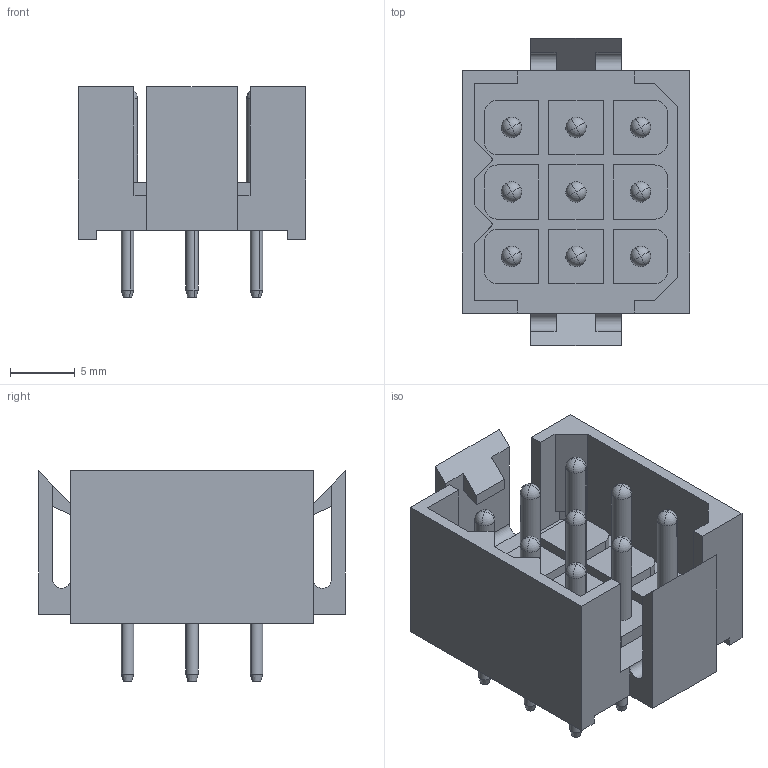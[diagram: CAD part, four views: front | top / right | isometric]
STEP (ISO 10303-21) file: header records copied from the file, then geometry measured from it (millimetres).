
FILE_DESCRIPTION(('CATIA V5 STEP Exchange','CAx-IF Rec.Pracs.--- Model Styling and Organization---1.4--- 2014-01-23'),'2;1');
FILE_NAME ('D1489195_0_1415500000_1415500000.stp','2021-06-09T08:03:57+00:00',('none'),('Weidmueller'),'CATIA Version 5-6 Release 2016 SP3 HF44','CATIA V5 STEP AP214','none');
FILE_SCHEMA(('AUTOMOTIVE_DESIGN { 1 0 10303 214 1 1 1 1 }'));
Length unit declared in the file: millimetre
Products named in the file (1): 1415500000
Bounding box: 17.6 x 23.8 x 16.3 mm (x, y, z)
Volume: 1919.2 mm3; surface area: 3014.9 mm2
Topology: 10 solids, 10 shells, 241 faces, 632 edges, 393 vertices
Faces by surface type: plane 117, cylinder 70, sphere 36, cone 18
Entity records: 7151 total; most frequent: CARTESIAN_POINT 1293, ORIENTED_EDGE 1192, DIRECTION 984, EDGE_CURVE 596, AXIS2_PLACEMENT_3D 402, VERTEX_POINT 393, VECTOR 384, LINE 384
